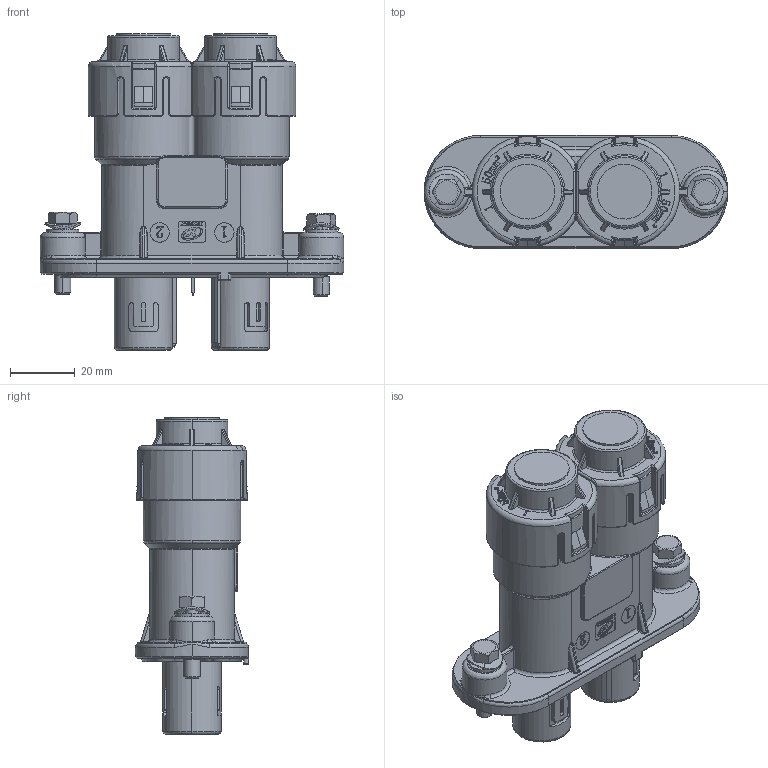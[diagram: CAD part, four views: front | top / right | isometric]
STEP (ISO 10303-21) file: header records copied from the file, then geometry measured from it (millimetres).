
FILE_DESCRIPTION (( 'STEP AP203' ), '1' );
FILE_NAME ('00-YG1033A蚾饜极-20210308.STEP', '2025-09-26T07:00:33', ( '' ), ( '' ), 'SwSTEP 2.0', 'SolidWorks 2023', '' );
FILE_SCHEMA (( 'CONFIG_CONTROL_DESIGN' ));
Products named in the file (1): 00-YG1033A装配体-20210308
Bounding box: 94 x 35 x 98.05 mm (x, y, z)
Volume: 119843.6 mm3; surface area: 39697.9 mm2
Topology: 1 solids, 10 shells, 2212 faces, 5943 edges, 3761 vertices
Faces by surface type: plane 996, cylinder 530, bspline 420, torus 140, cone 126
Entity records: 89598 total; most frequent: CARTESIAN_POINT 41502, ORIENTED_EDGE 11822, DIRECTION 7388, EDGE_CURVE 5911, VERTEX_POINT 3761, B_SPLINE_CURVE_WITH_KNOTS 2769, AXIS2_PLACEMENT_3D 2738, EDGE_LOOP 2334
